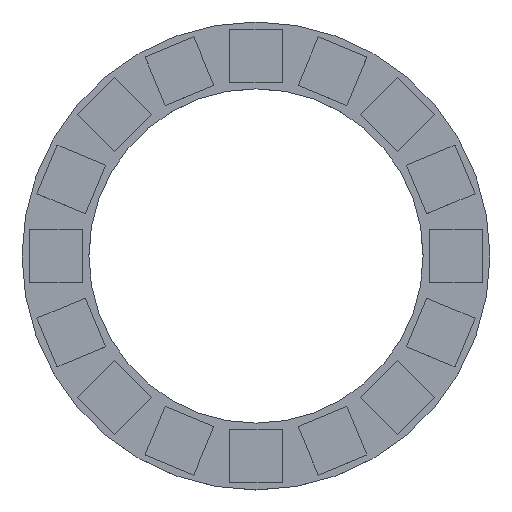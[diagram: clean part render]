
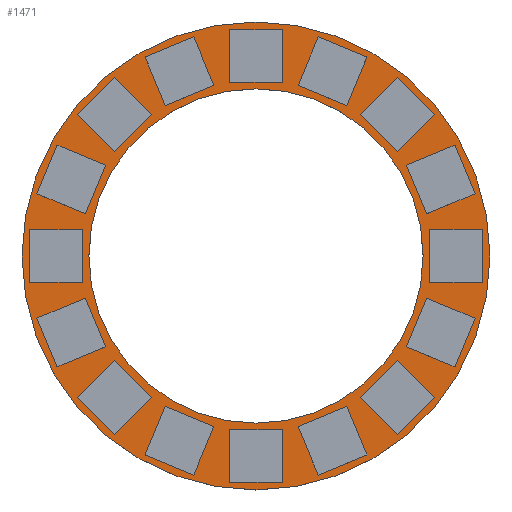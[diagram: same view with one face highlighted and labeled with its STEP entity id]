
A CAD part, top view. The second image highlights one B-rep face of the part: STEP entity #1471.
In plain terms, the highlighted planar face has unit normal (0, 0, 1).
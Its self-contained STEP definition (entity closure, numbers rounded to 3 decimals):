
#47=FACE_BOUND('',#250,.T.);
#49=PLANE('',#1605);
#149=FACE_OUTER_BOUND('',#249,.T.);
#249=EDGE_LOOP('',(#1079));
#250=EDGE_LOOP('',(#1080));
#737=CIRCLE('',#1600,15.875);
#739=CIRCLE('',#1603,22.225);
#741=VERTEX_POINT('',#2109);
#743=VERTEX_POINT('',#2115);
#873=EDGE_CURVE('',#741,#741,#737,.T.);
#876=EDGE_CURVE('',#743,#743,#739,.T.);
#1079=ORIENTED_EDGE('',*,*,#876,.T.);
#1080=ORIENTED_EDGE('',*,*,#873,.T.);
#1471=ADVANCED_FACE('',(#149,#47),#49,.T.);
#1600=AXIS2_PLACEMENT_3D('',#2110,#1707,#1708);
#1603=AXIS2_PLACEMENT_3D('',#2116,#1714,#1715);
#1605=AXIS2_PLACEMENT_3D('',#2120,#1719,#1720);
#1707=DIRECTION('center_axis',(0.,0.,-1.));
#1708=DIRECTION('ref_axis',(1.,0.,0.));
#1714=DIRECTION('center_axis',(0.,0.,1.));
#1715=DIRECTION('ref_axis',(1.,0.,0.));
#1719=DIRECTION('center_axis',(0.,0.,1.));
#1720=DIRECTION('ref_axis',(1.,0.,0.));
#2109=CARTESIAN_POINT('',(-15.875,0.,1.6));
#2110=CARTESIAN_POINT('Origin',(0.,0.,1.6));
#2115=CARTESIAN_POINT('',(-22.225,0.,1.6));
#2116=CARTESIAN_POINT('Origin',(0.,0.,1.6));
#2120=CARTESIAN_POINT('Origin',(0.,0.,1.6));
